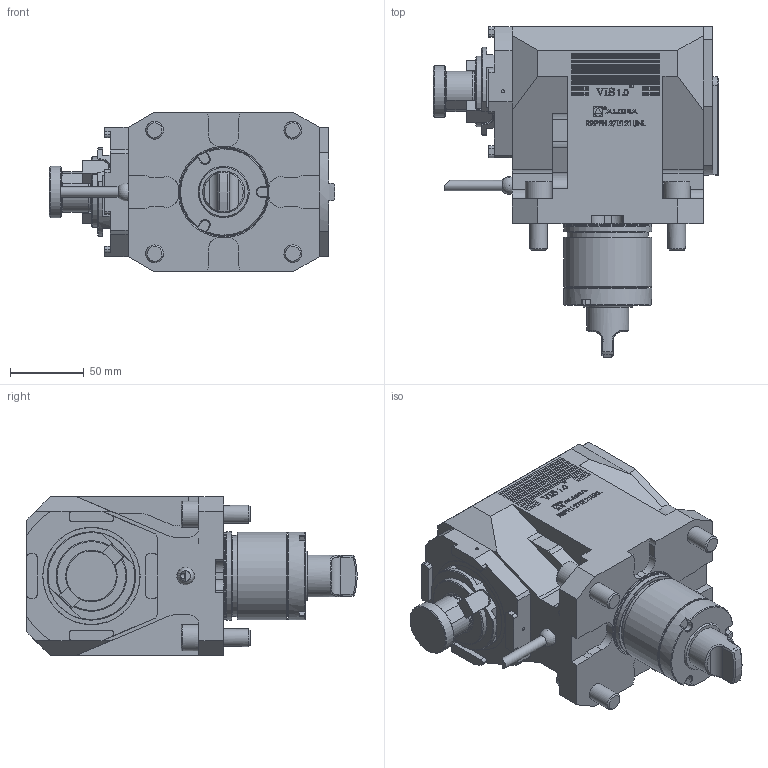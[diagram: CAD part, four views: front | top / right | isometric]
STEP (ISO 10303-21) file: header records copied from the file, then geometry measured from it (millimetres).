
FILE_DESCRIPTION (( 'STEP AP214' ), '1' );
FILE_NAME ('RRPFH27E121UNL.STEP', '2025-09-02T07:26:36', ( '' ), ( '' ), 'SwSTEP 2.0', 'SolidWorks 2023', '' );
FILE_SCHEMA (( 'AUTOMOTIVE_DESIGN' ));
Length unit declared in the file: millimetre
Products named in the file (1): RRPFH27E121UNL
Bounding box: 194.1 x 224.8 x 108 mm (x, y, z)
Volume: 2027995.4 mm3; surface area: 130793 mm2
Topology: 1 solids, 1 shells, 1008 faces, 2640 edges, 1744 vertices
Faces by surface type: plane 700, cylinder 139, bspline 122, cone 36, torus 10, sphere 1
Full cylindrical faces by diameter (mm): 1.7 x1, 2.1 x1, 4 x1, 6.366 x1, 7 x1, 12 x4, 18 x4, 28.5 x1, 35 x1, 55.2 x1, 59.5 x1, 59.7 x1, 59.8 x1, 59.9 x1, 60 x1
Entity records: 41006 total; most frequent: CARTESIAN_POINT 14285, ORIENTED_EDGE 5138, DIRECTION 4274, EDGE_CURVE 2569, LINE 1908, VECTOR 1908, VERTEX_POINT 1722, AXIS2_PLACEMENT_3D 1183
